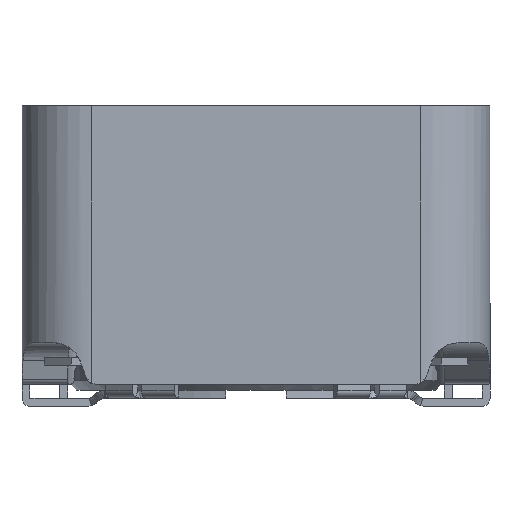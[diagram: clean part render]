
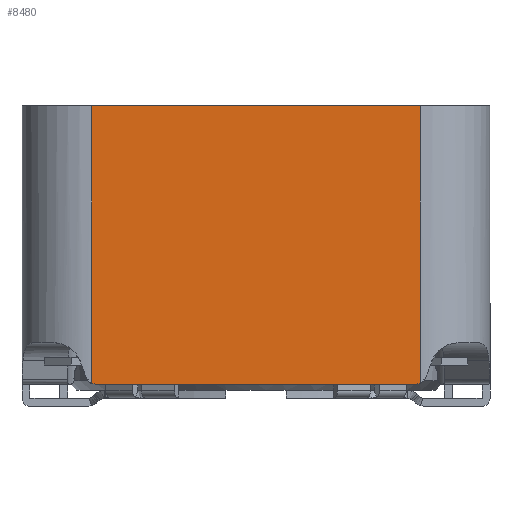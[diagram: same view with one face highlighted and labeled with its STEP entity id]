
A CAD part, front view. The second image highlights one B-rep face of the part: STEP entity #8480.
In plain terms, the highlighted face is planar.
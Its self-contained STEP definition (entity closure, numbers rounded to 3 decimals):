
#88=PLANE('',#8902);
#275=ELLIPSE('',#8827,0.283,0.2);
#276=ELLIPSE('',#8829,0.283,0.2);
#506=LINE('',#11388,#1076);
#517=LINE('',#11432,#1087);
#518=LINE('',#11433,#1088);
#519=LINE('',#11434,#1089);
#1076=VECTOR('',#9590,1000.);
#1087=VECTOR('',#9635,1000.);
#1088=VECTOR('',#9636,1000.);
#1089=VECTOR('',#9637,1000.);
#1883=ORIENTED_EDGE('',*,*,#3675,.T.);
#1884=ORIENTED_EDGE('',*,*,#3587,.F.);
#1885=ORIENTED_EDGE('',*,*,#3676,.T.);
#1886=ORIENTED_EDGE('',*,*,#3588,.F.);
#1887=ORIENTED_EDGE('',*,*,#3677,.F.);
#1888=ORIENTED_EDGE('',*,*,#3652,.F.);
#3587=EDGE_CURVE('',#4516,#4515,#275,.T.);
#3588=EDGE_CURVE('',#4517,#4518,#276,.T.);
#3652=EDGE_CURVE('',#4550,#4551,#506,.T.);
#3675=EDGE_CURVE('',#4550,#4515,#517,.T.);
#3676=EDGE_CURVE('',#4516,#4518,#518,.T.);
#3677=EDGE_CURVE('',#4551,#4517,#519,.T.);
#4515=VERTEX_POINT('',#11238);
#4516=VERTEX_POINT('',#11241);
#4517=VERTEX_POINT('',#11245);
#4518=VERTEX_POINT('',#11246);
#4550=VERTEX_POINT('',#11387);
#4551=VERTEX_POINT('',#11389);
#5295=EDGE_LOOP('',(#1883,#1884,#1885,#1886,#1887,#1888));
#5656=FACE_BOUND('',#5295,.T.);
#8480=ADVANCED_FACE('',(#5656),#88,.F.);
#8827=AXIS2_PLACEMENT_3D('',#11242,#9439,#9440);
#8829=AXIS2_PLACEMENT_3D('',#11244,#9443,#9444);
#8902=AXIS2_PLACEMENT_3D('',#11431,#9633,#9634);
#9439=DIRECTION('',(-1.,0.,0.));
#9440=DIRECTION('',(0.,1.,0.));
#9443=DIRECTION('',(-1.,0.,0.));
#9444=DIRECTION('',(0.,1.,0.));
#9590=DIRECTION('',(0.,1.,0.));
#9633=DIRECTION('',(-1.,0.,0.));
#9634=DIRECTION('',(0.,0.,1.));
#9635=DIRECTION('',(0.,0.,-1.));
#9636=DIRECTION('',(0.,1.,0.));
#9637=DIRECTION('',(0.,0.,-1.));
#11238=CARTESIAN_POINT('',(7.4,-5.2,0.022));
#11241=CARTESIAN_POINT('',(7.4,-5.071,0.));
#11242=CARTESIAN_POINT('',(7.4,-5.071,0.2));
#11244=CARTESIAN_POINT('',(7.4,5.071,0.2));
#11245=CARTESIAN_POINT('',(7.4,5.2,0.022));
#11246=CARTESIAN_POINT('',(7.4,5.071,0.));
#11387=CARTESIAN_POINT('',(7.4,-5.2,8.8));
#11388=CARTESIAN_POINT('',(7.4,-5.2,8.8));
#11389=CARTESIAN_POINT('',(7.4,5.2,8.8));
#11431=CARTESIAN_POINT('',(7.4,-5.2,8.8));
#11432=CARTESIAN_POINT('',(7.4,-5.2,8.8));
#11433=CARTESIAN_POINT('',(7.4,-5.2,0.));
#11434=CARTESIAN_POINT('',(7.4,5.2,8.8));
